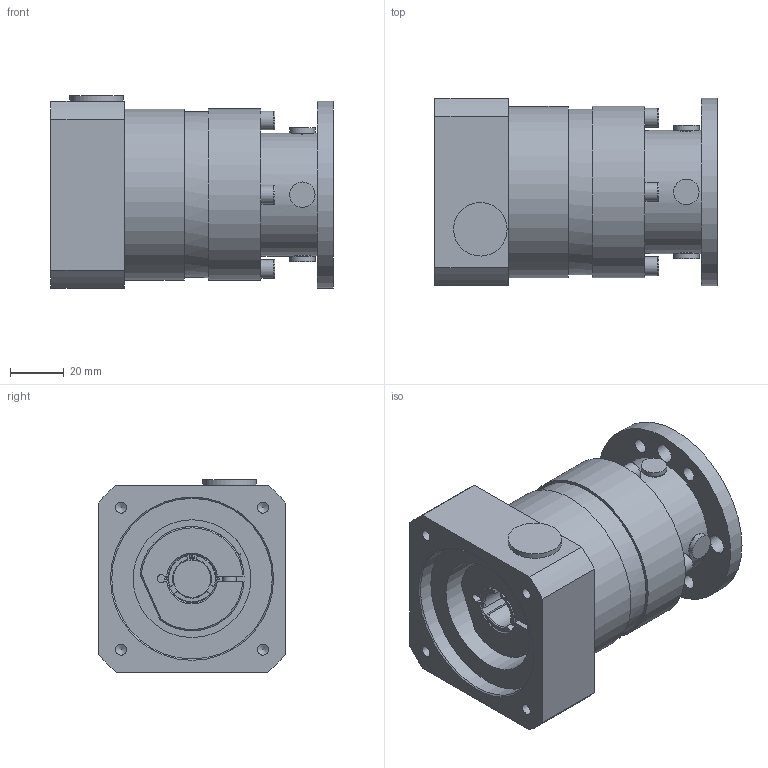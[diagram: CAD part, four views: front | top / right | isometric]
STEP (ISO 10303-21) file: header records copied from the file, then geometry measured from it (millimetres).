
FILE_DESCRIPTION(/* description */ ('EPL-H64/1-i=5-Ø14x30-Klemmn.-(Z60-Tk75-4xM5-Vk70)'),/* implementation_level */ '2;1');
FILE_NAME(/* name */ '40060954XI005E14SM430X-5-14-S-(Z60-Tk75-4xM5-Vk70).stp',/* time_stamp */ '2017-01-31T07:25:57+01:00',/* author */ ('ifriedrich'),/* organization */ ('Eisele'),/* preprocessor_version */ 'ST-DEVELOPER v15.6',/* originating_system */ 'Autodesk Inventor 2015',/* authorisation */ '');
FILE_SCHEMA (('AUTOMOTIVE_DESIGN { 1 0 10303 214 3 1 1 }'));
Length unit declared in the file: millimetre
Products named in the file (1): 40060954XI005E14SM430XK
Bounding box: 105.5 x 70 x 72 mm (x, y, z)
Volume: 299390.3 mm3; surface area: 59127.3 mm2
Topology: 1 solids, 9 shells, 397 faces, 1033 edges, 666 vertices
Faces by surface type: plane 182, cylinder 139, cone 65, torus 11
Full cylindrical faces by diameter (mm): 2 x3, 2.5 x1, 3.242 x4, 4 x4, 4.1 x4, 4.134 x5, 5 x1, 5.5 x5, 7 x4, 7.2 x4, 7.8 x4, 8.376 x4, 8.5 x1, 8.9 x4, 9 x1, 9.5 x4, 11.8 x1, 14 x2, 16 x1, 20 x2, 28 x2, 36 x1, 39 x1, 44 x2, 46 x1, 60 x1, 62 x3, 64.2 x2, 64.5 x1, 70 x1
Entity records: 12192 total; most frequent: CARTESIAN_POINT 2980, DIRECTION 1806, ORIENTED_EDGE 1706, EDGE_CURVE 841, AXIS2_PLACEMENT_3D 737, VERTEX_POINT 590, EDGE_LOOP 587, FACE_OUTER_BOUND 397
